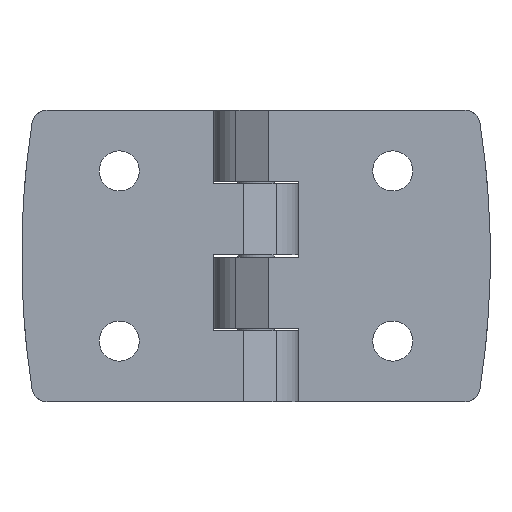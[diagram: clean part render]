
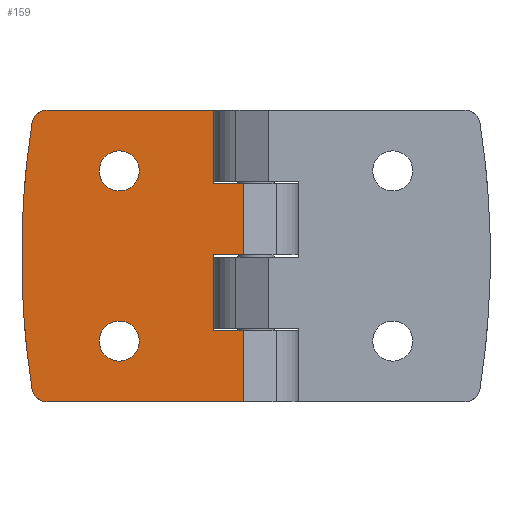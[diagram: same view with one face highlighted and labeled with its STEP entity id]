
A CAD part, front view. The second image highlights one B-rep face of the part: STEP entity #159.
In plain terms, the highlighted planar face has unit normal (0, -1, 0).
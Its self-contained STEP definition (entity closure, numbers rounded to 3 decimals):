
#159 = ADVANCED_FACE( '', ( #347, #348, #349 ), #350, .F. );
#347 = FACE_BOUND( '', #550, .T. );
#348 = FACE_BOUND( '', #551, .T. );
#349 = FACE_OUTER_BOUND( '', #552, .T. );
#350 = PLANE( '', #553 );
#550 = EDGE_LOOP( '', ( #956 ) );
#551 = EDGE_LOOP( '', ( #957 ) );
#552 = EDGE_LOOP( '', ( #958, #959, #960, #961, #962, #963, #964, #965, #966, #967, #968, #969, #970, #971 ) );
#553 = AXIS2_PLACEMENT_3D( '', #972, #973, #974 );
#956 = ORIENTED_EDGE( '', *, *, #1212, .T. );
#957 = ORIENTED_EDGE( '', *, *, #1254, .T. );
#958 = ORIENTED_EDGE( '', *, *, #1295, .F. );
#959 = ORIENTED_EDGE( '', *, *, #1261, .F. );
#960 = ORIENTED_EDGE( '', *, *, #1296, .T. );
#961 = ORIENTED_EDGE( '', *, *, #1297, .F. );
#962 = ORIENTED_EDGE( '', *, *, #1298, .F. );
#963 = ORIENTED_EDGE( '', *, *, #1299, .T. );
#964 = ORIENTED_EDGE( '', *, *, #1257, .F. );
#965 = ORIENTED_EDGE( '', *, *, #1289, .F. );
#966 = ORIENTED_EDGE( '', *, *, #1251, .F. );
#967 = ORIENTED_EDGE( '', *, *, #1247, .T. );
#968 = ORIENTED_EDGE( '', *, *, #1163, .F. );
#969 = ORIENTED_EDGE( '', *, *, #1271, .F. );
#970 = ORIENTED_EDGE( '', *, *, #1243, .F. );
#971 = ORIENTED_EDGE( '', *, *, #1300, .F. );
#972 = CARTESIAN_POINT( '', ( -38.5, -9., 24. ) );
#973 = DIRECTION( '', ( 0., 1., 0. ) );
#974 = DIRECTION( '', ( 0., 0., 1. ) );
#1163 = EDGE_CURVE( '', #1391, #1393, #1394, .T. );
#1212 = EDGE_CURVE( '', #1477, #1477, #1478, .T. );
#1243 = EDGE_CURVE( '', #1523, #1525, #1526, .T. );
#1247 = EDGE_CURVE( '', #1531, #1393, #1532, .T. );
#1251 = EDGE_CURVE( '', #1531, #1536, #1537, .T. );
#1254 = EDGE_CURVE( '', #1540, #1540, #1541, .T. );
#1257 = EDGE_CURVE( '', #1543, #1545, #1546, .T. );
#1261 = EDGE_CURVE( '', #1549, #1551, #1552, .T. );
#1271 = EDGE_CURVE( '', #1525, #1391, #1564, .T. );
#1289 = EDGE_CURVE( '', #1536, #1543, #1587, .T. );
#1295 = EDGE_CURVE( '', #1551, #1593, #1594, .T. );
#1296 = EDGE_CURVE( '', #1549, #1595, #1596, .T. );
#1297 = EDGE_CURVE( '', #1597, #1595, #1598, .T. );
#1298 = EDGE_CURVE( '', #1599, #1597, #1600, .T. );
#1299 = EDGE_CURVE( '', #1599, #1545, #1601, .T. );
#1300 = EDGE_CURVE( '', #1593, #1523, #1602, .T. );
#1391 = VERTEX_POINT( '', #1904 );
#1393 = VERTEX_POINT( '', #1907 );
#1394 = LINE( '', #1908, #1909 );
#1477 = VERTEX_POINT( '', #2214 );
#1478 = CIRCLE( '', #2215, 3.3 );
#1523 = VERTEX_POINT( '', #2274 );
#1525 = VERTEX_POINT( '', #2277 );
#1526 = LINE( '', #2278, #2279 );
#1531 = VERTEX_POINT( '', #2285 );
#1532 = LINE( '', #2286, #2287 );
#1536 = VERTEX_POINT( '', #2292 );
#1537 = LINE( '', #2293, #2294 );
#1540 = VERTEX_POINT( '', #2298 );
#1541 = CIRCLE( '', #2299, 3.3 );
#1543 = VERTEX_POINT( '', #2301 );
#1545 = VERTEX_POINT( '', #2304 );
#1546 = LINE( '', #2305, #2306 );
#1549 = VERTEX_POINT( '', #2310 );
#1551 = VERTEX_POINT( '', #2313 );
#1552 = CIRCLE( '', #2314, 141.586 );
#1564 = LINE( '', #2330, #2331 );
#1587 = LINE( '', #2361, #2362 );
#1593 = VERTEX_POINT( '', #2371 );
#1594 = CIRCLE( '', #2372, 2.5 );
#1595 = VERTEX_POINT( '', #2373 );
#1596 = LINE( '', #2374, #2375 );
#1597 = VERTEX_POINT( '', #2376 );
#1598 = CIRCLE( '', #2377, 141.586 );
#1599 = VERTEX_POINT( '', #2378 );
#1600 = CIRCLE( '', #2379, 2.5 );
#1601 = LINE( '', #2380, #2381 );
#1602 = LINE( '', #2382, #2383 );
#1904 = CARTESIAN_POINT( '', ( -2., -9., 11.9 ) );
#1907 = CARTESIAN_POINT( '', ( -2., -9., 0.2 ) );
#1908 = CARTESIAN_POINT( '', ( -2., -9., 24. ) );
#1909 = VECTOR( '', #2466, 1000. );
#2214 = CARTESIAN_POINT( '', ( -22.5, -9., -10.7 ) );
#2215 = AXIS2_PLACEMENT_3D( '', #2527, #2528, #2529 );
#2274 = CARTESIAN_POINT( '', ( -7., -9., 24. ) );
#2277 = CARTESIAN_POINT( '', ( -7., -9., 11.9 ) );
#2278 = CARTESIAN_POINT( '', ( -7., -9., 24.4 ) );
#2279 = VECTOR( '', #2566, 1000. );
#2285 = CARTESIAN_POINT( '', ( -7., -9., 0.2 ) );
#2286 = CARTESIAN_POINT( '', ( -7., -9., 0.2 ) );
#2287 = VECTOR( '', #2571, 1000. );
#2292 = CARTESIAN_POINT( '', ( -7., -9., -12.3 ) );
#2293 = CARTESIAN_POINT( '', ( -7., -9., 0.2 ) );
#2294 = VECTOR( '', #2576, 1000. );
#2298 = CARTESIAN_POINT( '', ( -22.5, -9., 17.3 ) );
#2299 = AXIS2_PLACEMENT_3D( '', #2578, #2579, #2580 );
#2301 = CARTESIAN_POINT( '', ( -2., -9., -12.3 ) );
#2304 = CARTESIAN_POINT( '', ( -2., -9., -24. ) );
#2305 = CARTESIAN_POINT( '', ( -2., -9., 24. ) );
#2306 = VECTOR( '', #2582, 1000. );
#2310 = CARTESIAN_POINT( '', ( -38.5, -9., 3.722 ) );
#2313 = CARTESIAN_POINT( '', ( -36.847, -9., 21.886 ) );
#2314 = AXIS2_PLACEMENT_3D( '', #2585, #2586, #2587 );
#2330 = CARTESIAN_POINT( '', ( -7., -9., 11.9 ) );
#2331 = VECTOR( '', #2598, 1000. );
#2361 = CARTESIAN_POINT( '', ( -7., -9., -12.3 ) );
#2362 = VECTOR( '', #2618, 1000. );
#2371 = CARTESIAN_POINT( '', ( -34.377, -9., 24. ) );
#2372 = AXIS2_PLACEMENT_3D( '', #2622, #2623, #2624 );
#2373 = CARTESIAN_POINT( '', ( -38.5, -9., -3.722 ) );
#2374 = CARTESIAN_POINT( '', ( -38.5, -9., 24. ) );
#2375 = VECTOR( '', #2625, 1000. );
#2376 = CARTESIAN_POINT( '', ( -36.847, -9., -21.886 ) );
#2377 = AXIS2_PLACEMENT_3D( '', #2626, #2627, #2628 );
#2378 = CARTESIAN_POINT( '', ( -34.377, -9., -24. ) );
#2379 = AXIS2_PLACEMENT_3D( '', #2629, #2630, #2631 );
#2380 = CARTESIAN_POINT( '', ( -38.5, -9., -24. ) );
#2381 = VECTOR( '', #2632, 1000. );
#2382 = CARTESIAN_POINT( '', ( -38.5, -9., 24. ) );
#2383 = VECTOR( '', #2633, 1000. );
#2466 = DIRECTION( '', ( 0., 0., -1. ) );
#2527 = CARTESIAN_POINT( '', ( -22.5, -9., -14. ) );
#2528 = DIRECTION( '', ( 0., 1., 0. ) );
#2529 = DIRECTION( '', ( 0., 0., 1. ) );
#2566 = DIRECTION( '', ( 0., 0., -1. ) );
#2571 = DIRECTION( '', ( 1., 0., 0. ) );
#2576 = DIRECTION( '', ( 0., 0., -1. ) );
#2578 = CARTESIAN_POINT( '', ( -22.5, -9., 14. ) );
#2579 = DIRECTION( '', ( 0., 1., 0. ) );
#2580 = DIRECTION( '', ( 0., 0., 1. ) );
#2582 = DIRECTION( '', ( 0., 0., -1. ) );
#2585 = CARTESIAN_POINT( '', ( 103.037, -9., 0. ) );
#2586 = DIRECTION( '', ( 0., 1., 0. ) );
#2587 = DIRECTION( '', ( 1., 0., 0. ) );
#2598 = DIRECTION( '', ( 1., 0., 0. ) );
#2618 = DIRECTION( '', ( 1., 0., 0. ) );
#2622 = CARTESIAN_POINT( '', ( -34.377, -9., 21.5 ) );
#2623 = DIRECTION( '', ( 0., 1., 0. ) );
#2624 = DIRECTION( '', ( 1., 0., 0. ) );
#2625 = DIRECTION( '', ( 0., 0., -1. ) );
#2626 = CARTESIAN_POINT( '', ( 103.037, -9., 0. ) );
#2627 = DIRECTION( '', ( 0., 1., 0. ) );
#2628 = DIRECTION( '', ( 1., 0., 0. ) );
#2629 = CARTESIAN_POINT( '', ( -34.377, -9., -21.5 ) );
#2630 = DIRECTION( '', ( 0., 1., 0. ) );
#2631 = DIRECTION( '', ( 1., 0., 0. ) );
#2632 = DIRECTION( '', ( 1., 0., 0. ) );
#2633 = DIRECTION( '', ( 1., 0., 0. ) );
